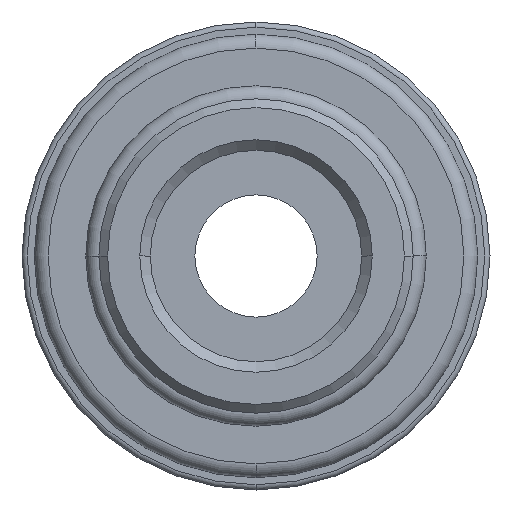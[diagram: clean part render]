
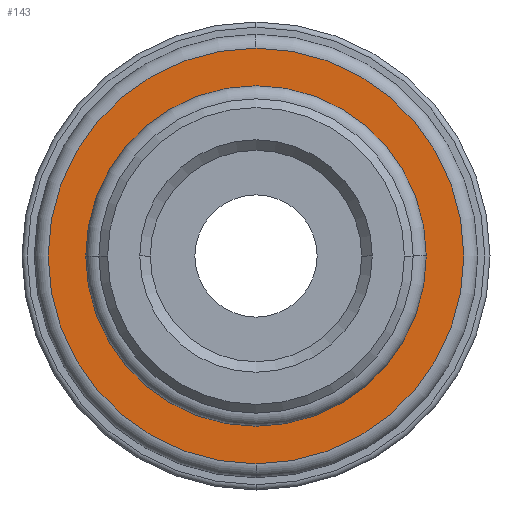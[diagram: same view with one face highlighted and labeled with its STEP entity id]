
A CAD part, front view. The second image highlights one B-rep face of the part: STEP entity #143.
In plain terms, the highlighted planar face has unit normal (0, -1, 0).
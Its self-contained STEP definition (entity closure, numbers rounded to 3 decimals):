
#143=ADVANCED_FACE('',(#360,#361),#362,.T.);
#360=FACE_BOUND('',#649,.T.);
#361=FACE_OUTER_BOUND('',#650,.T.);
#362=PLANE('',#651);
#649=EDGE_LOOP('',(#1006,#1007,#1008));
#650=EDGE_LOOP('',(#1009,#1010,#1011));
#651=AXIS2_PLACEMENT_3D('',#1012,#1013,#1014);
#1006=ORIENTED_EDGE('',*,*,#1714,.T.);
#1007=ORIENTED_EDGE('',*,*,#1692,.T.);
#1008=ORIENTED_EDGE('',*,*,#1715,.T.);
#1009=ORIENTED_EDGE('',*,*,#1716,.F.);
#1010=ORIENTED_EDGE('',*,*,#1717,.F.);
#1011=ORIENTED_EDGE('',*,*,#1718,.F.);
#1012=CARTESIAN_POINT('',(10.45,2.5,0.0));
#1013=DIRECTION('',(-0.0,-1.0,-0.0));
#1014=DIRECTION('',(-1.0,0.0,0.0));
#1692=EDGE_CURVE('',#2018,#2022,#2024,.T.);
#1714=EDGE_CURVE('',#2060,#2018,#2061,.T.);
#1715=EDGE_CURVE('',#2022,#2060,#2062,.T.);
#1716=EDGE_CURVE('',#2063,#2064,#2065,.T.);
#1717=EDGE_CURVE('',#2066,#2063,#2067,.T.);
#1718=EDGE_CURVE('',#2064,#2066,#2068,.T.);
#2018=VERTEX_POINT('',#2447);
#2022=VERTEX_POINT('',#2451);
#2024=CIRCLE('',#2453,9.75);
#2060=VERTEX_POINT('',#2489);
#2061=CIRCLE('',#2490,9.75);
#2062=CIRCLE('',#2491,9.75);
#2063=VERTEX_POINT('',#2492);
#2064=VERTEX_POINT('',#2493);
#2065=CIRCLE('',#2494,11.9);
#2066=VERTEX_POINT('',#2495);
#2067=CIRCLE('',#2496,11.9);
#2068=CIRCLE('',#2497,11.9);
#2447=CARTESIAN_POINT('',(9.75,2.5,0.));
#2451=CARTESIAN_POINT('',(-9.75,2.5,0.));
#2453=AXIS2_PLACEMENT_3D('',#3053,#3054,#3055);
#2489=CARTESIAN_POINT('',(0.,2.5,9.75));
#2490=AXIS2_PLACEMENT_3D('',#3104,#3105,#3106);
#2491=AXIS2_PLACEMENT_3D('',#3107,#3108,#3109);
#2492=CARTESIAN_POINT('',(11.9,2.5,0.0));
#2493=CARTESIAN_POINT('',(0.,2.5,-11.9));
#2494=AXIS2_PLACEMENT_3D('',#3110,#3111,#3112);
#2495=CARTESIAN_POINT('',(0.,2.5,11.9));
#2496=AXIS2_PLACEMENT_3D('',#3113,#3114,#3115);
#2497=AXIS2_PLACEMENT_3D('',#3116,#3117,#3118);
#3053=CARTESIAN_POINT('',(0.0,2.5,0.0));
#3054=DIRECTION('',(0.0,1.0,0.0));
#3055=DIRECTION('',(0.0,0.0,-1.0));
#3104=CARTESIAN_POINT('',(0.0,2.5,0.0));
#3105=DIRECTION('',(0.0,1.0,0.0));
#3106=DIRECTION('',(0.0,0.0,-1.0));
#3107=CARTESIAN_POINT('',(0.0,2.5,0.0));
#3108=DIRECTION('',(0.0,1.0,0.0));
#3109=DIRECTION('',(0.0,0.0,-1.0));
#3110=CARTESIAN_POINT('',(0.0,2.5,0.0));
#3111=DIRECTION('',(-0.0,1.0,0.0));
#3112=DIRECTION('',(1.0,0.0,0.0));
#3113=CARTESIAN_POINT('',(0.0,2.5,0.0));
#3114=DIRECTION('',(-0.0,1.0,0.0));
#3115=DIRECTION('',(1.0,0.0,0.0));
#3116=CARTESIAN_POINT('',(0.0,2.5,0.0));
#3117=DIRECTION('',(-0.0,1.0,0.0));
#3118=DIRECTION('',(1.0,0.0,0.0));
